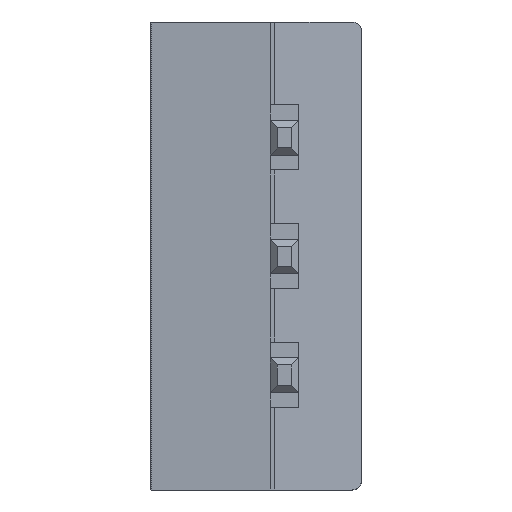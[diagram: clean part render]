
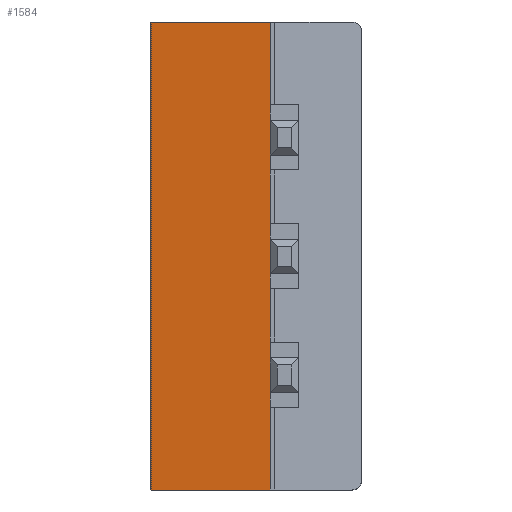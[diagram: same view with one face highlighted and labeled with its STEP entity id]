
A CAD part, front view. The second image highlights one B-rep face of the part: STEP entity #1584.
In plain terms, the highlighted planar face has unit normal (-0.098, -0.995, 0).
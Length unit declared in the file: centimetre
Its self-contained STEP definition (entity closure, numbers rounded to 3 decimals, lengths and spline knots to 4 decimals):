
#175=VERTEX_POINT('',#2059);
#176=VERTEX_POINT('',#2061);
#190=VERTEX_POINT('',#2102);
#191=VERTEX_POINT('',#2103);
#205=VERTEX_POINT('',#2144);
#206=VERTEX_POINT('',#2145);
#230=VERTEX_POINT('',#2235);
#231=VERTEX_POINT('',#2236);
#233=VERTEX_POINT('',#2241);
#234=VERTEX_POINT('',#2243);
#323=VECTOR('',#1743,1.);
#408=VECTOR('',#1866,1.);
#409=VECTOR('',#1867,1.);
#410=VECTOR('',#1868,1.);
#513=LINE('',#2060,#323);
#598=LINE('',#2240,#408);
#599=LINE('',#2242,#409);
#600=LINE('',#2244,#410);
#703=EDGE_CURVE('',#176,#175,#513,.T.);
#724=EDGE_CURVE('',#191,#190,#513,.T.);
#745=EDGE_CURVE('',#206,#205,#513,.T.);
#792=EDGE_CURVE('',#175,#230,#513,.T.);
#793=EDGE_CURVE('',#231,#206,#513,.T.);
#797=EDGE_CURVE('',#190,#176,#513,.T.);
#798=EDGE_CURVE('',#205,#191,#513,.T.);
#800=EDGE_CURVE('',#233,#231,#598,.T.);
#801=EDGE_CURVE('',#230,#234,#599,.T.);
#802=EDGE_CURVE('',#234,#233,#600,.T.);
#1124=ORIENTED_EDGE('',*,*,#800,.T.);
#1125=ORIENTED_EDGE('',*,*,#793,.T.);
#1126=ORIENTED_EDGE('',*,*,#745,.T.);
#1127=ORIENTED_EDGE('',*,*,#798,.T.);
#1128=ORIENTED_EDGE('',*,*,#724,.T.);
#1129=ORIENTED_EDGE('',*,*,#797,.T.);
#1130=ORIENTED_EDGE('',*,*,#703,.T.);
#1131=ORIENTED_EDGE('',*,*,#792,.T.);
#1132=ORIENTED_EDGE('',*,*,#801,.T.);
#1133=ORIENTED_EDGE('',*,*,#802,.T.);
#1406=EDGE_LOOP('',(#1124,#1125,#1126,#1127,#1128,#1129,#1130,#1131,#1132,
#1133));
#1495=FACE_BOUND('',#1406,.T.);
#1584=ADVANCED_FACE('',(#1495),#2685,.T.);
#1667=AXIS2_PLACEMENT_3D('',#2239,#1865,$);
#1743=DIRECTION('',(0.,0.,1.));
#1865=DIRECTION('',(-0.098,-0.995,0.));
#1866=DIRECTION('',(0.995,-0.098,0.));
#1867=DIRECTION('',(-0.995,0.098,0.));
#1868=DIRECTION('',(0.,0.,-1.));
#2059=CARTESIAN_POINT('',(0.256,0.09,0.324));
#2060=CARTESIAN_POINT('',(0.256,0.09,0.));
#2061=CARTESIAN_POINT('',(0.256,0.09,0.184));
#2102=CARTESIAN_POINT('',(0.256,0.09,0.07));
#2103=CARTESIAN_POINT('',(0.256,0.09,-0.07));
#2144=CARTESIAN_POINT('',(0.256,0.09,-0.184));
#2145=CARTESIAN_POINT('',(0.256,0.09,-0.324));
#2235=CARTESIAN_POINT('',(0.256,0.09,0.5005));
#2236=CARTESIAN_POINT('',(0.256,0.09,-0.5005));
#2239=CARTESIAN_POINT('',(0.1285,0.1025,0.));
#2240=CARTESIAN_POINT('',(0.0439,0.1108,-0.5005));
#2241=CARTESIAN_POINT('',(0.001,0.115,-0.5005));
#2242=CARTESIAN_POINT('',(0.0439,0.1108,0.5005));
#2243=CARTESIAN_POINT('',(0.001,0.115,0.5005));
#2244=CARTESIAN_POINT('',(0.001,0.115,0.));
#2685=PLANE('',#1667);
